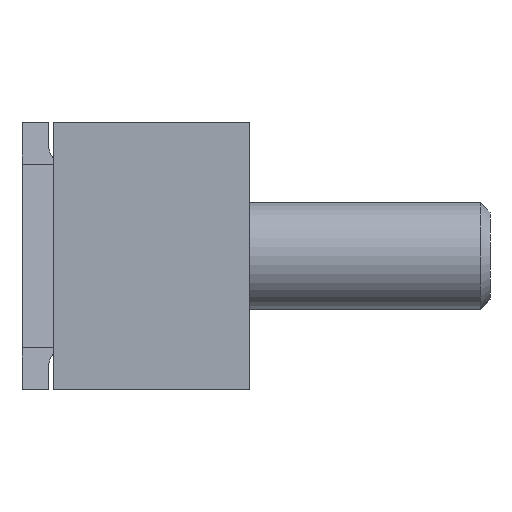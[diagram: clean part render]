
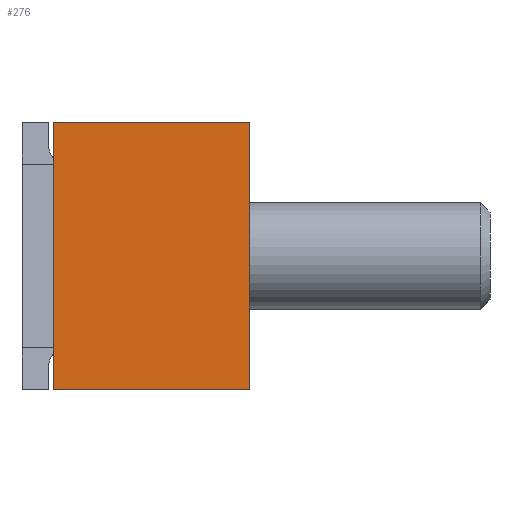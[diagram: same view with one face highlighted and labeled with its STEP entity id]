
A CAD part, left-side view. The second image highlights one B-rep face of the part: STEP entity #276.
In plain terms, the highlighted face is planar.
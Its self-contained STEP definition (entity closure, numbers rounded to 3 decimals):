
#276 = ADVANCED_FACE( '', ( #540 ), #541, .F. );
#540 = FACE_OUTER_BOUND( '', #836, .T. );
#541 = PLANE( '', #837 );
#836 = EDGE_LOOP( '', ( #1278, #1279, #1280, #1281 ) );
#837 = AXIS2_PLACEMENT_3D( '', #1282, #1283, #1284 );
#1278 = ORIENTED_EDGE( '', *, *, #1921, .T. );
#1279 = ORIENTED_EDGE( '', *, *, #1922, .F. );
#1280 = ORIENTED_EDGE( '', *, *, #1876, .F. );
#1281 = ORIENTED_EDGE( '', *, *, #1923, .T. );
#1282 = CARTESIAN_POINT( '', ( 21.5, 0., 15. ) );
#1283 = DIRECTION( '', ( -1., 0., 0. ) );
#1284 = DIRECTION( '', ( 0., 0., 1. ) );
#1876 = EDGE_CURVE( '', #2213, #2215, #2216, .T. );
#1921 = EDGE_CURVE( '', #2283, #2284, #2285, .T. );
#1922 = EDGE_CURVE( '', #2215, #2284, #2286, .T. );
#1923 = EDGE_CURVE( '', #2213, #2283, #2287, .T. );
#2213 = VERTEX_POINT( '', #2666 );
#2215 = VERTEX_POINT( '', #2669 );
#2216 = LINE( '', #2670, #2671 );
#2283 = VERTEX_POINT( '', #2763 );
#2284 = VERTEX_POINT( '', #2764 );
#2285 = LINE( '', #2765, #2766 );
#2286 = LINE( '', #2767, #2768 );
#2287 = LINE( '', #2769, #2770 );
#2666 = CARTESIAN_POINT( '', ( 21.5, 0., 15. ) );
#2669 = CARTESIAN_POINT( '', ( 21.5, 22., 15. ) );
#2670 = CARTESIAN_POINT( '', ( 21.5, 0., 15. ) );
#2671 = VECTOR( '', #3141, 1000. );
#2763 = CARTESIAN_POINT( '', ( 21.5, 0., -15. ) );
#2764 = CARTESIAN_POINT( '', ( 21.5, 22., -15. ) );
#2765 = CARTESIAN_POINT( '', ( 21.5, 0., -15. ) );
#2766 = VECTOR( '', #3188, 1000. );
#2767 = CARTESIAN_POINT( '', ( 21.5, 22., 15. ) );
#2768 = VECTOR( '', #3189, 1000. );
#2769 = CARTESIAN_POINT( '', ( 21.5, 0., 15. ) );
#2770 = VECTOR( '', #3190, 1000. );
#3141 = DIRECTION( '', ( 0., 1., 0. ) );
#3188 = DIRECTION( '', ( 0., 1., 0. ) );
#3189 = DIRECTION( '', ( 0., 0., -1. ) );
#3190 = DIRECTION( '', ( 0., 0., -1. ) );
